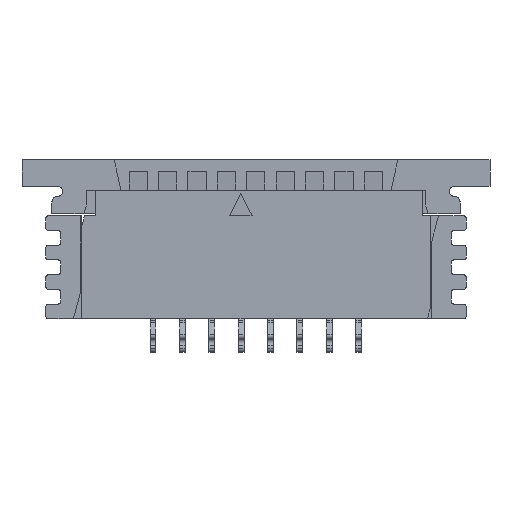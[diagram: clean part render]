
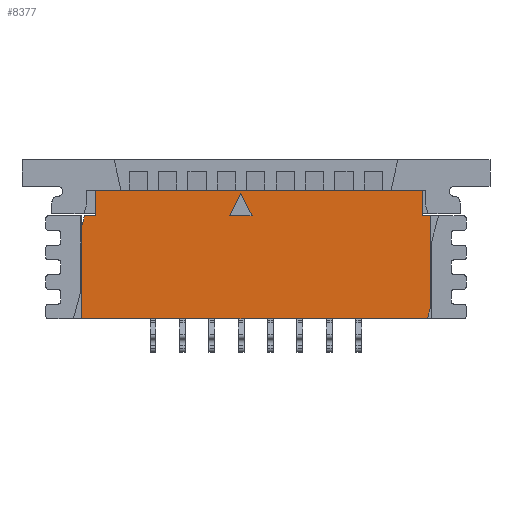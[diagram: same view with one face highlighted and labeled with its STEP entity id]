
A CAD part, front view. The second image highlights one B-rep face of the part: STEP entity #8377.
In plain terms, the highlighted planar face has unit normal (0, -1, 0).
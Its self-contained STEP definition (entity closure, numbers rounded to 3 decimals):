
#72=DIRECTION('',(0.259,0.,0.966));
#73=VECTOR('',#72,0.386);
#74=CARTESIAN_POINT('',(-5.935,-1.245,-1.243));
#75=LINE('',#74,#73);
#76=DIRECTION('',(1.,0.,0.));
#77=VECTOR('',#76,0.36);
#78=CARTESIAN_POINT('',(-5.835,-1.245,-0.87));
#79=LINE('',#78,#77);
#80=DIRECTION('',(0.,0.,1.));
#81=VECTOR('',#80,0.87);
#82=CARTESIAN_POINT('',(-5.475,-1.245,-0.87));
#83=LINE('',#82,#81);
#84=DIRECTION('',(0.,0.,-1.));
#85=VECTOR('',#84,0.87);
#86=CARTESIAN_POINT('',(5.675,-1.245,0.));
#87=LINE('',#86,#85);
#88=DIRECTION('',(1.,0.,0.));
#89=VECTOR('',#88,0.26);
#90=CARTESIAN_POINT('',(5.675,-1.245,-0.87));
#91=LINE('',#90,#89);
#92=DIRECTION('',(0.,0.,1.));
#93=VECTOR('',#92,3.127);
#94=CARTESIAN_POINT('',(5.935,-1.245,-3.997));
#95=LINE('',#94,#93);
#96=DIRECTION('',(-0.259,0.,-0.966));
#97=VECTOR('',#96,0.386);
#98=CARTESIAN_POINT('',(5.935,-1.245,-3.997));
#99=LINE('',#98,#97);
#100=DIRECTION('',(-1.,0.,0.));
#101=VECTOR('',#100,11.77);
#102=CARTESIAN_POINT('',(5.835,-1.245,-4.37));
#103=LINE('',#102,#101);
#104=DIRECTION('',(0.,0.,1.));
#105=VECTOR('',#104,3.127);
#106=CARTESIAN_POINT('',(-5.935,-1.245,-4.37));
#107=LINE('',#106,#105);
#108=DIRECTION('',(-0.447,0.,0.894));
#109=VECTOR('',#108,0.85);
#110=CARTESIAN_POINT('',(-0.136,-1.245,-0.87));
#111=LINE('',#110,#109);
#112=DIRECTION('',(-0.447,0.,-0.894));
#113=VECTOR('',#112,0.85);
#114=CARTESIAN_POINT('',(-0.516,-1.245,-0.11));
#115=LINE('',#114,#113);
#116=DIRECTION('',(1.,0.,0.));
#117=VECTOR('',#116,0.76);
#118=CARTESIAN_POINT('',(-0.896,-1.245,-0.87));
#119=LINE('',#118,#117);
#3042=DIRECTION('',(-1.,0.,0.));
#3043=VECTOR('',#3042,11.15);
#3044=CARTESIAN_POINT('',(5.675,-1.245,0.));
#3045=LINE('',#3044,#3043);
#6370=CARTESIAN_POINT('',(-5.475,-1.245,-0.87));
#6371=CARTESIAN_POINT('',(-5.475,-1.245,0.));
#6372=VERTEX_POINT('',#6370);
#6373=VERTEX_POINT('',#6371);
#6374=CARTESIAN_POINT('',(5.675,-1.245,0.));
#6375=CARTESIAN_POINT('',(5.675,-1.245,-0.87));
#6376=VERTEX_POINT('',#6374);
#6377=VERTEX_POINT('',#6375);
#6389=CARTESIAN_POINT('',(-5.935,-1.245,-4.37));
#6391=VERTEX_POINT('',#6389);
#6394=CARTESIAN_POINT('',(5.935,-1.245,-0.87));
#6395=VERTEX_POINT('',#6394);
#7732=CARTESIAN_POINT('',(-0.136,-1.245,-0.87));
#7733=CARTESIAN_POINT('',(-0.516,-1.245,-0.11));
#7734=VERTEX_POINT('',#7732);
#7735=VERTEX_POINT('',#7733);
#7736=CARTESIAN_POINT('',(-0.896,-1.245,-0.87));
#7737=VERTEX_POINT('',#7736);
#7750=CARTESIAN_POINT('',(-5.935,-1.245,-1.243));
#7751=CARTESIAN_POINT('',(-5.835,-1.245,-0.87));
#7752=VERTEX_POINT('',#7750);
#7753=VERTEX_POINT('',#7751);
#7766=CARTESIAN_POINT('',(5.935,-1.245,-3.997));
#7767=CARTESIAN_POINT('',(5.835,-1.245,-4.37));
#7768=VERTEX_POINT('',#7766);
#7769=VERTEX_POINT('',#7767);
#8342=CARTESIAN_POINT('',(0.,-1.245,0.));
#8343=DIRECTION('',(0.,1.,0.));
#8344=DIRECTION('',(1.,0.,0.));
#8345=AXIS2_PLACEMENT_3D('',#8342,#8343,#8344);
#8346=PLANE('',#8345);
#8348=ORIENTED_EDGE('',*,*,#8347,.T.);
#8350=ORIENTED_EDGE('',*,*,#8349,.T.);
#8352=ORIENTED_EDGE('',*,*,#8351,.T.);
#8354=ORIENTED_EDGE('',*,*,#8353,.F.);
#8356=ORIENTED_EDGE('',*,*,#8355,.T.);
#8358=ORIENTED_EDGE('',*,*,#8357,.T.);
#8360=ORIENTED_EDGE('',*,*,#8359,.F.);
#8362=ORIENTED_EDGE('',*,*,#8361,.T.);
#8364=ORIENTED_EDGE('',*,*,#8363,.T.);
#8366=ORIENTED_EDGE('',*,*,#8365,.T.);
#8367=EDGE_LOOP('',(#8348,#8350,#8352,#8354,#8356,#8358,#8360,#8362,#8364,
#8366));
#8368=FACE_OUTER_BOUND('',#8367,.F.);
#8370=ORIENTED_EDGE('',*,*,#8369,.T.);
#8372=ORIENTED_EDGE('',*,*,#8371,.T.);
#8374=ORIENTED_EDGE('',*,*,#8373,.T.);
#8375=EDGE_LOOP('',(#8370,#8372,#8374));
#8376=FACE_BOUND('',#8375,.F.);
#8377=ADVANCED_FACE('',(#8368,#8376),#8346,.F.);
#8347=EDGE_CURVE('',#7752,#7753,#75,.T.);
#8349=EDGE_CURVE('',#7753,#6372,#79,.T.);
#8351=EDGE_CURVE('',#6372,#6373,#83,.T.);
#8353=EDGE_CURVE('',#6376,#6373,#3045,.T.);
#8355=EDGE_CURVE('',#6376,#6377,#87,.T.);
#8357=EDGE_CURVE('',#6377,#6395,#91,.T.);
#8359=EDGE_CURVE('',#7768,#6395,#95,.T.);
#8361=EDGE_CURVE('',#7768,#7769,#99,.T.);
#8363=EDGE_CURVE('',#7769,#6391,#103,.T.);
#8365=EDGE_CURVE('',#6391,#7752,#107,.T.);
#8369=EDGE_CURVE('',#7734,#7735,#111,.T.);
#8371=EDGE_CURVE('',#7735,#7737,#115,.T.);
#8373=EDGE_CURVE('',#7737,#7734,#119,.T.);
